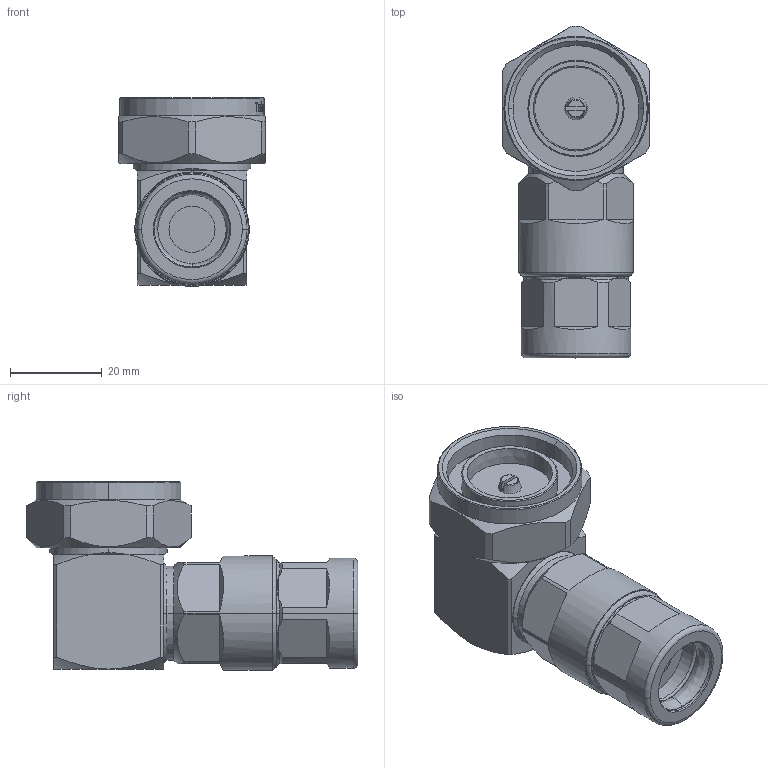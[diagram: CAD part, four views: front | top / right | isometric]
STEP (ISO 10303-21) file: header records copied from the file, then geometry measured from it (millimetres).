
FILE_DESCRIPTION (( 'STEP AP214' ), '1' );
FILE_NAME ('J01120B0026.STEP', '2016-07-15T08:26:08', ( '' ), ( '' ), 'SwSTEP 2.0', 'SolidWorks 2015', '' );
FILE_SCHEMA (( 'AUTOMOTIVE_DESIGN' ));
Length unit declared in the file: millimetre
Products named in the file (1): J01120B0026
Bounding box: 32 x 72.41 x 41.25 mm (x, y, z)
Volume: 41550.1 mm3; surface area: 14716.2 mm2
Topology: 4 solids, 10 shells, 652 faces, 1752 edges, 1147 vertices
Faces by surface type: plane 210, cylinder 143, cone 126, bspline 92, torus 81
Entity records: 31827 total; most frequent: CARTESIAN_POINT 9364, ORIENTED_EDGE 3504, DIRECTION 2862, EDGE_CURVE 1752, VERTEX_POINT 1147, AXIS2_PLACEMENT_3D 1113, EDGE_LOOP 685, FACE_OUTER_BOUND 652
